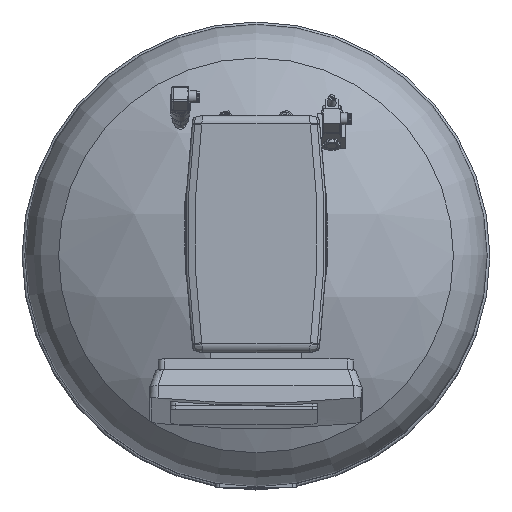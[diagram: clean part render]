
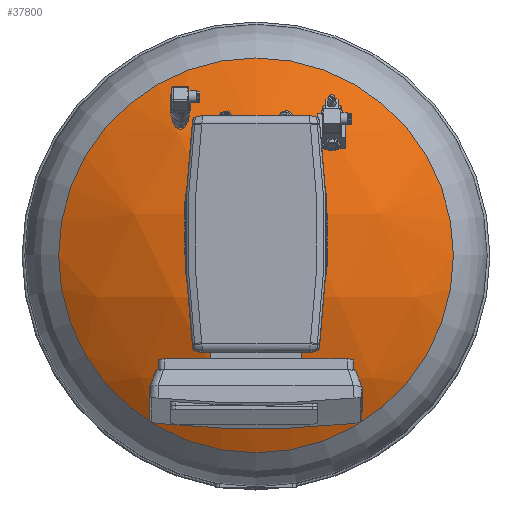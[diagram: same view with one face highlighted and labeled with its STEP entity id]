
A CAD part, top view. The second image highlights one B-rep face of the part: STEP entity #37800.
In plain terms, the highlighted spherical face has radius 594 mm.
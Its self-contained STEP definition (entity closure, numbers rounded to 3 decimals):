
#156=SPHERICAL_SURFACE('',#41272,594.);
#2206=CIRCLE('',#41273,315.931);
#4914=FACE_OUTER_BOUND('',#7386,.T.);
#7386=EDGE_LOOP('',(#33395));
#18189=VERTEX_POINT('',#66586);
#23316=EDGE_CURVE('',#18189,#18189,#2206,.T.);
#33395=ORIENTED_EDGE('',*,*,#23316,.F.);
#37800=ADVANCED_FACE('',(#4914),#156,.T.);
#41272=AXIS2_PLACEMENT_3D('',#66585,#51381,#51382);
#41273=AXIS2_PLACEMENT_3D('',#66587,#51383,#51384);
#51381=DIRECTION('center_axis',(0.,-1.,0.));
#51382=DIRECTION('ref_axis',(-1.,0.,0.));
#51383=DIRECTION('center_axis',(0.,0.,
-1.));
#51384=DIRECTION('ref_axis',(1.,0.,0.));
#66585=CARTESIAN_POINT('Origin',(0.,0.,
855.));
#66586=CARTESIAN_POINT('',(315.931,0.,1358.014));
#66587=CARTESIAN_POINT('Origin',(0.,0.,
1358.014));
